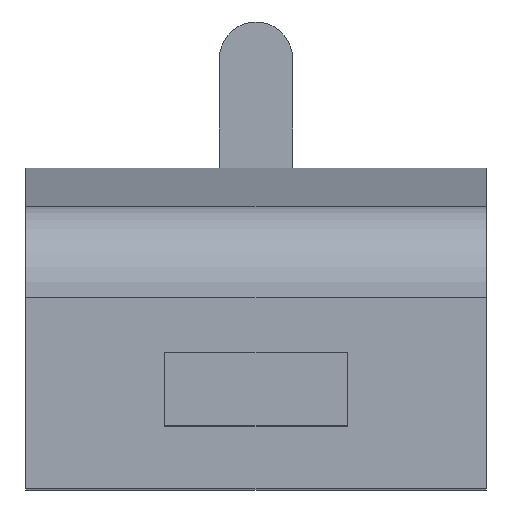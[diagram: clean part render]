
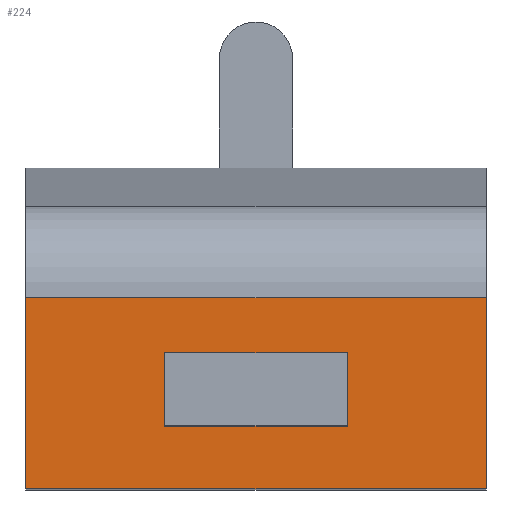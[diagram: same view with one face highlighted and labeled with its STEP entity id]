
A CAD part, top view. The second image highlights one B-rep face of the part: STEP entity #224.
In plain terms, the highlighted planar face has unit normal (0, 0, 1).
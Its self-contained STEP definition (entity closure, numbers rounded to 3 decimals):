
#182=AXIS2_PLACEMENT_3D('Plane Axis2P3D',#179,#180,#181) ;
#40=CARTESIAN_POINT('Vertex',(3.8,3.71,30.8)) ;
#45=CARTESIAN_POINT('Line Origine',(3.8,2.71,30.8)) ;
#49=CARTESIAN_POINT('Vertex',(3.8,1.71,30.8)) ;
#88=CARTESIAN_POINT('Vertex',(8.8,3.71,30.8)) ;
#93=CARTESIAN_POINT('Line Origine',(6.3,3.71,30.8)) ;
#116=CARTESIAN_POINT('Line Origine',(6.3,1.71,30.8)) ;
#120=CARTESIAN_POINT('Vertex',(8.8,1.71,30.8)) ;
#166=CARTESIAN_POINT('Line Origine',(8.8,2.71,30.8)) ;
#179=CARTESIAN_POINT('Axis2P3D Location',(6.3,0.,30.8)) ;
#184=CARTESIAN_POINT('Line Origine',(6.3,5.222,30.8)) ;
#188=CARTESIAN_POINT('Vertex',(0.,5.222,30.8)) ;
#190=CARTESIAN_POINT('Vertex',(12.6,5.222,30.8)) ;
#193=CARTESIAN_POINT('Line Origine',(0.,2.611,30.8)) ;
#197=CARTESIAN_POINT('Vertex',(0.,0.,30.8)) ;
#200=CARTESIAN_POINT('Line Origine',(6.3,0.,30.8)) ;
#204=CARTESIAN_POINT('Vertex',(12.6,0.,30.8)) ;
#207=CARTESIAN_POINT('Line Origine',(12.6,2.611,30.8)) ;
#46=DIRECTION('Vector Direction',(0.,-1.,0.)) ;
#94=DIRECTION('Vector Direction',(1.,0.,0.)) ;
#117=DIRECTION('Vector Direction',(-1.,0.,0.)) ;
#167=DIRECTION('Vector Direction',(0.,1.,0.)) ;
#180=DIRECTION('Axis2P3D Direction',(0.,0.,-1.)) ;
#181=DIRECTION('Axis2P3D XDirection',(0.,1.,0.)) ;
#185=DIRECTION('Vector Direction',(1.,0.,0.)) ;
#194=DIRECTION('Vector Direction',(0.,1.,0.)) ;
#201=DIRECTION('Vector Direction',(1.,0.,0.)) ;
#208=DIRECTION('Vector Direction',(0.,1.,0.)) ;
#47=VECTOR('Line Direction',#46,1.) ;
#95=VECTOR('Line Direction',#94,1.) ;
#118=VECTOR('Line Direction',#117,1.) ;
#168=VECTOR('Line Direction',#167,1.) ;
#186=VECTOR('Line Direction',#185,1.) ;
#195=VECTOR('Line Direction',#194,1.) ;
#202=VECTOR('Line Direction',#201,1.) ;
#209=VECTOR('Line Direction',#208,1.) ;
#213=ORIENTED_EDGE('',*,*,#192,.F.) ;
#214=ORIENTED_EDGE('',*,*,#199,.T.) ;
#215=ORIENTED_EDGE('',*,*,#206,.T.) ;
#216=ORIENTED_EDGE('',*,*,#211,.F.) ;
#219=ORIENTED_EDGE('',*,*,#170,.F.) ;
#220=ORIENTED_EDGE('',*,*,#122,.F.) ;
#221=ORIENTED_EDGE('',*,*,#51,.F.) ;
#222=ORIENTED_EDGE('',*,*,#97,.F.) ;
#223=FACE_BOUND('',#218,.T.) ;
#224=ADVANCED_FACE('Modul',(#217,#223),#183,.F.) ;
#51=EDGE_CURVE('',#41,#50,#48,.T.) ;
#97=EDGE_CURVE('',#89,#41,#96,.F.) ;
#122=EDGE_CURVE('',#50,#121,#119,.F.) ;
#170=EDGE_CURVE('',#121,#89,#169,.T.) ;
#192=EDGE_CURVE('',#189,#191,#187,.T.) ;
#199=EDGE_CURVE('',#189,#198,#196,.F.) ;
#206=EDGE_CURVE('',#198,#205,#203,.T.) ;
#211=EDGE_CURVE('',#191,#205,#210,.F.) ;
#212=EDGE_LOOP('',(#213,#214,#215,#216)) ;
#218=EDGE_LOOP('',(#219,#220,#221,#222)) ;
#217=FACE_OUTER_BOUND('',#212,.T.) ;
#48=LINE('Line',#45,#47) ;
#96=LINE('Line',#93,#95) ;
#119=LINE('Line',#116,#118) ;
#169=LINE('Line',#166,#168) ;
#187=LINE('Line',#184,#186) ;
#196=LINE('Line',#193,#195) ;
#203=LINE('Line',#200,#202) ;
#210=LINE('Line',#207,#209) ;
#183=PLANE('',#182) ;
#41=VERTEX_POINT('',#40) ;
#50=VERTEX_POINT('',#49) ;
#89=VERTEX_POINT('',#88) ;
#121=VERTEX_POINT('',#120) ;
#189=VERTEX_POINT('',#188) ;
#191=VERTEX_POINT('',#190) ;
#198=VERTEX_POINT('',#197) ;
#205=VERTEX_POINT('',#204) ;
